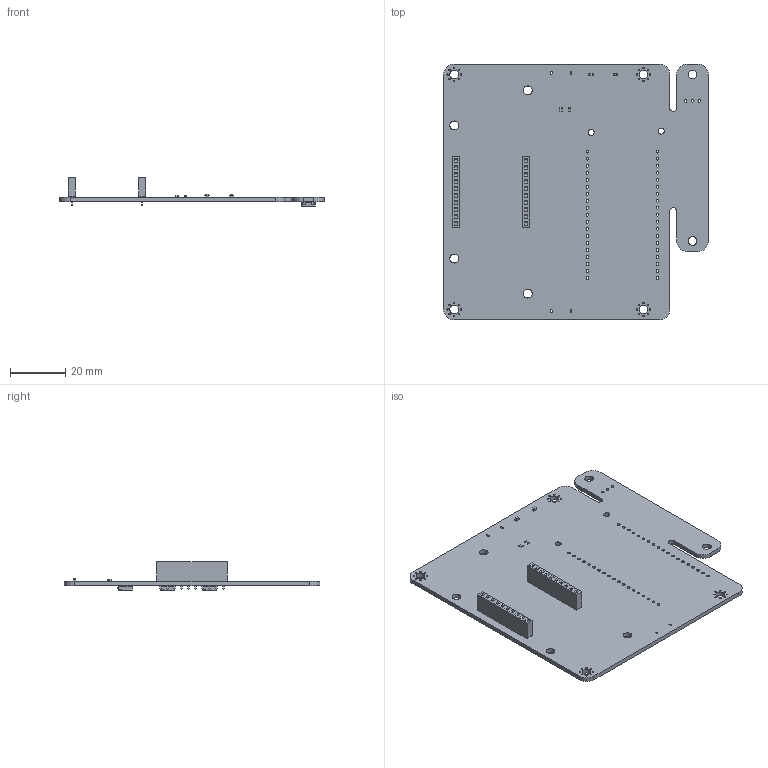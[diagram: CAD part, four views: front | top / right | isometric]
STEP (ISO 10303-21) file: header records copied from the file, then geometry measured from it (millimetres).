
FILE_DESCRIPTION(('KiCad electronic assembly'),'2;1');
FILE_NAME('control_boad_2021-2.step','2021-11-08T17:28:16',('An Author') ,('A Company'),'Open CASCADE STEP processor 6.9', 'KiCad to STEP converter','Unknown');
FILE_SCHEMA(('AUTOMOTIVE_DESIGN { 1 0 10303 214 1 1 1 1 }'));
Length unit declared in the file: millimetre
Products named in the file (10): Open CASCADE STEP translator 6.9 1; LED_WS2812B_PLCC4_5.0x5.0mm_P3.2mm; SOLID; R_0603_1608Metric; LED_0603_1608Metric; PinSocket_1x10_P2.54mm_Vertical; COMPOUND
Assembly tree (14 placements, depth 3):
  Open CASCADE STEP translator 6.9 1
    LED_WS2812B_PLCC4_5.0x5.0mm_P3.2mm  x3
      SOLID
    R_0603_1608Metric  x2
      SOLID
    LED_0603_1608Metric  x2
      SOLID
    PinSocket_1x10_P2.54mm_Vertical  x2
      SOLID
    COMPOUND
Bounding box: 95.89 x 92.71 x 10.3 mm (x, y, z)
Volume: 14222.2 mm3; surface area: 19624.9 mm2
Topology: 10 solids, 10 shells, 1139 faces, 3076 edges, 2010 vertices
Faces by surface type: plane 915, cylinder 221, cone 3
Full cylindrical faces by diameter (mm): 0.5 x32, 0.95 x3, 1 x58, 2.2 x2, 3.2 x10, 3.333 x3
Entity records: 44648 total; most frequent: CARTESIAN_POINT 7087, DIRECTION 6466, LINE 4307, VECTOR 4307, ORIENTED_EDGE 3298, PCURVE 3298, DEFINITIONAL_REPRESENTATION 3298, EDGE_CURVE 1649
